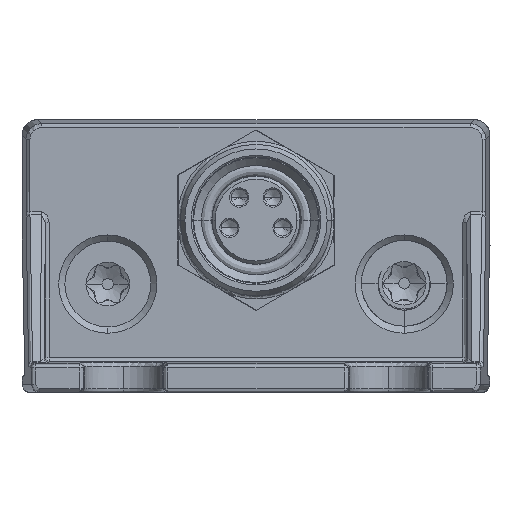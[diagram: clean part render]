
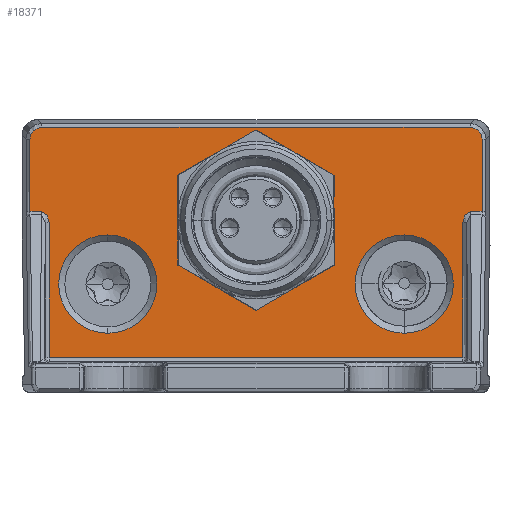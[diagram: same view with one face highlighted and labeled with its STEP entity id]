
A CAD part, front view. The second image highlights one B-rep face of the part: STEP entity #18371.
In plain terms, the highlighted planar face has unit normal (0, -1, 0).
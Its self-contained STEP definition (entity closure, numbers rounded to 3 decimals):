
#10317=AXIS2_PLACEMENT_3D('Circle Axis2P3D',#10315,#10316,$) ;
#10460=AXIS2_PLACEMENT_3D('Circle Axis2P3D',#10458,#10459,$) ;
#10481=AXIS2_PLACEMENT_3D('Circle Axis2P3D',#10479,#10480,$) ;
#10541=AXIS2_PLACEMENT_3D('Circle Axis2P3D',#10539,#10540,$) ;
#18309=AXIS2_PLACEMENT_3D('Circle Axis2P3D',#18307,#18308,$) ;
#18328=AXIS2_PLACEMENT_3D('Circle Axis2P3D',#18326,#18327,$) ;
#18341=AXIS2_PLACEMENT_3D('Plane Axis2P3D',#18338,#18339,#18340) ;
#10027=CARTESIAN_POINT('Vertex',(28.743,20.,16.992)) ;
#10041=CARTESIAN_POINT('Vertex',(1.257,20.,16.992)) ;
#10044=CARTESIAN_POINT('Line Origine',(15.,20.,16.992)) ;
#10048=CARTESIAN_POINT('Vertex',(9.098,20.,16.992)) ;
#10051=CARTESIAN_POINT('Line Origine',(15.,20.,16.992)) ;
#10055=CARTESIAN_POINT('Vertex',(21.07,20.,16.992)) ;
#10058=CARTESIAN_POINT('Line Origine',(15.,20.,16.992)) ;
#10097=CARTESIAN_POINT('Vertex',(0.508,20.,16.243)) ;
#10101=CARTESIAN_POINT('Control Point',(1.257,20.,16.992)) ;
#10102=CARTESIAN_POINT('Control Point',(1.194,20.,16.992)) ;
#10103=CARTESIAN_POINT('Control Point',(1.132,20.,16.986)) ;
#10104=CARTESIAN_POINT('Control Point',(1.068,20.,16.973)) ;
#10105=CARTESIAN_POINT('Control Point',(0.944,20.,16.932)) ;
#10106=CARTESIAN_POINT('Control Point',(0.832,20.,16.865)) ;
#10107=CARTESIAN_POINT('Control Point',(0.781,20.,16.826)) ;
#10108=CARTESIAN_POINT('Control Point',(0.656,20.,16.711)) ;
#10109=CARTESIAN_POINT('Control Point',(0.567,20.,16.564)) ;
#10110=CARTESIAN_POINT('Control Point',(0.528,20.,16.461)) ;
#10111=CARTESIAN_POINT('Control Point',(0.508,20.,16.353)) ;
#10112=CARTESIAN_POINT('Control Point',(0.508,20.,16.243)) ;
#10137=CARTESIAN_POINT('Vertex',(0.508,20.,11.604)) ;
#10140=CARTESIAN_POINT('Line Origine',(0.508,20.,8.75)) ;
#10176=CARTESIAN_POINT('Vertex',(1.251,20.,11.604)) ;
#10179=CARTESIAN_POINT('Line Origine',(15.,20.,11.604)) ;
#10200=CARTESIAN_POINT('Vertex',(1.748,20.,2.248)) ;
#10216=CARTESIAN_POINT('Vertex',(28.252,20.,2.248)) ;
#10219=CARTESIAN_POINT('Line Origine',(15.,20.,2.248)) ;
#10243=CARTESIAN_POINT('Vertex',(29.492,20.,11.604)) ;
#10246=CARTESIAN_POINT('Line Origine',(15.,20.,11.604)) ;
#10250=CARTESIAN_POINT('Vertex',(28.749,20.,11.604)) ;
#10283=CARTESIAN_POINT('Vertex',(29.492,20.,16.243)) ;
#10286=CARTESIAN_POINT('Line Origine',(29.492,20.,8.75)) ;
#10315=CARTESIAN_POINT('Axis2P3D Location',(24.5,20.,6.95)) ;
#10319=CARTESIAN_POINT('Vertex',(24.5,20.,3.8)) ;
#10321=CARTESIAN_POINT('Vertex',(24.5,20.,10.1)) ;
#10458=CARTESIAN_POINT('Axis2P3D Location',(24.5,20.,6.95)) ;
#10479=CARTESIAN_POINT('Axis2P3D Location',(5.5,20.,6.95)) ;
#10483=CARTESIAN_POINT('Vertex',(5.5,20.,3.8)) ;
#10485=CARTESIAN_POINT('Vertex',(5.5,20.,10.1)) ;
#10539=CARTESIAN_POINT('Axis2P3D Location',(5.5,20.,6.95)) ;
#18163=CARTESIAN_POINT('Control Point',(28.252,20.,10.901)) ;
#18164=CARTESIAN_POINT('Control Point',(28.252,20.,11.284)) ;
#18165=CARTESIAN_POINT('Control Point',(28.478,20.,11.604)) ;
#18166=CARTESIAN_POINT('Control Point',(28.749,20.,11.604)) ;
#18167=CARTESIAN_POINT('Vertex',(28.252,20.,10.901)) ;
#18187=CARTESIAN_POINT('Line Origine',(28.252,20.,8.75)) ;
#18208=CARTESIAN_POINT('Vertex',(1.748,20.,10.901)) ;
#18211=CARTESIAN_POINT('Line Origine',(1.748,20.,8.75)) ;
#18237=CARTESIAN_POINT('Control Point',(1.251,20.,11.604)) ;
#18238=CARTESIAN_POINT('Control Point',(1.522,20.,11.604)) ;
#18239=CARTESIAN_POINT('Control Point',(1.748,20.,11.284)) ;
#18240=CARTESIAN_POINT('Control Point',(1.748,20.,10.901)) ;
#18275=CARTESIAN_POINT('Control Point',(29.492,20.,16.243)) ;
#18276=CARTESIAN_POINT('Control Point',(29.492,20.,16.306)) ;
#18277=CARTESIAN_POINT('Control Point',(29.486,20.,16.368)) ;
#18278=CARTESIAN_POINT('Control Point',(29.473,20.,16.432)) ;
#18279=CARTESIAN_POINT('Control Point',(29.432,20.,16.556)) ;
#18280=CARTESIAN_POINT('Control Point',(29.365,20.,16.668)) ;
#18281=CARTESIAN_POINT('Control Point',(29.326,20.,16.719)) ;
#18282=CARTESIAN_POINT('Control Point',(29.211,20.,16.844)) ;
#18283=CARTESIAN_POINT('Control Point',(29.064,20.,16.933)) ;
#18284=CARTESIAN_POINT('Control Point',(28.961,20.,16.972)) ;
#18285=CARTESIAN_POINT('Control Point',(28.853,20.,16.992)) ;
#18286=CARTESIAN_POINT('Control Point',(28.743,20.,16.992)) ;
#18304=CARTESIAN_POINT('Vertex',(18.5,20.,11.05)) ;
#18307=CARTESIAN_POINT('Axis2P3D Location',(15.,20.,11.05)) ;
#18311=CARTESIAN_POINT('Vertex',(11.5,20.,11.05)) ;
#18326=CARTESIAN_POINT('Axis2P3D Location',(15.,20.,11.05)) ;
#18338=CARTESIAN_POINT('Axis2P3D Location',(15.,20.,8.75)) ;
#10045=DIRECTION('Vector Direction',(1.,0.,0.)) ;
#10052=DIRECTION('Vector Direction',(1.,0.,0.)) ;
#10059=DIRECTION('Vector Direction',(1.,0.,0.)) ;
#10141=DIRECTION('Vector Direction',(0.,0.,1.)) ;
#10180=DIRECTION('Vector Direction',(-1.,0.,0.)) ;
#10220=DIRECTION('Vector Direction',(-1.,0.,0.)) ;
#10247=DIRECTION('Vector Direction',(-1.,0.,0.)) ;
#10287=DIRECTION('Vector Direction',(0.,0.,1.)) ;
#10316=DIRECTION('Axis2P3D Direction',(0.,-1.,0.)) ;
#10459=DIRECTION('Axis2P3D Direction',(0.,-1.,0.)) ;
#10480=DIRECTION('Axis2P3D Direction',(0.,-1.,0.)) ;
#10540=DIRECTION('Axis2P3D Direction',(0.,-1.,0.)) ;
#18188=DIRECTION('Vector Direction',(0.,0.,-1.)) ;
#18212=DIRECTION('Vector Direction',(0.,0.,1.)) ;
#18308=DIRECTION('Axis2P3D Direction',(0.,-1.,0.)) ;
#18327=DIRECTION('Axis2P3D Direction',(0.,-1.,0.)) ;
#18339=DIRECTION('Axis2P3D Direction',(0.,-1.,0.)) ;
#18340=DIRECTION('Axis2P3D XDirection',(0.,0.,1.)) ;
#10046=VECTOR('Line Direction',#10045,1.) ;
#10053=VECTOR('Line Direction',#10052,1.) ;
#10060=VECTOR('Line Direction',#10059,1.) ;
#10142=VECTOR('Line Direction',#10141,1.) ;
#10181=VECTOR('Line Direction',#10180,1.) ;
#10221=VECTOR('Line Direction',#10220,1.) ;
#10248=VECTOR('Line Direction',#10247,1.) ;
#10288=VECTOR('Line Direction',#10287,1.) ;
#18189=VECTOR('Line Direction',#18188,1.) ;
#18213=VECTOR('Line Direction',#18212,1.) ;
#18344=ORIENTED_EDGE('',*,*,#10057,.T.) ;
#18345=ORIENTED_EDGE('',*,*,#10050,.T.) ;
#18346=ORIENTED_EDGE('',*,*,#10113,.T.) ;
#18347=ORIENTED_EDGE('',*,*,#10144,.T.) ;
#18348=ORIENTED_EDGE('',*,*,#10183,.T.) ;
#18349=ORIENTED_EDGE('',*,*,#18241,.F.) ;
#18350=ORIENTED_EDGE('',*,*,#18215,.F.) ;
#18351=ORIENTED_EDGE('',*,*,#10223,.T.) ;
#18352=ORIENTED_EDGE('',*,*,#18191,.F.) ;
#18353=ORIENTED_EDGE('',*,*,#18169,.F.) ;
#18354=ORIENTED_EDGE('',*,*,#10252,.T.) ;
#18355=ORIENTED_EDGE('',*,*,#10290,.T.) ;
#18356=ORIENTED_EDGE('',*,*,#18287,.T.) ;
#18357=ORIENTED_EDGE('',*,*,#10062,.T.) ;
#18360=ORIENTED_EDGE('',*,*,#18313,.F.) ;
#18361=ORIENTED_EDGE('',*,*,#18330,.F.) ;
#18364=ORIENTED_EDGE('',*,*,#10323,.T.) ;
#18365=ORIENTED_EDGE('',*,*,#10462,.T.) ;
#18368=ORIENTED_EDGE('',*,*,#10487,.T.) ;
#18369=ORIENTED_EDGE('',*,*,#10543,.T.) ;
#18362=FACE_BOUND('',#18359,.T.) ;
#18366=FACE_BOUND('',#18363,.T.) ;
#18370=FACE_BOUND('',#18367,.T.) ;
#18371=ADVANCED_FACE('Hauptkoerper',(#18358,#18362,#18366,#18370),#18342,.T.) ;
#10100=B_SPLINE_CURVE_WITH_KNOTS('',5,(#10101,#10102,#10103,#10104,#10105,#10106,#10107,#10108,#10109,#10110,#10111,#10112),.UNSPECIFIED.,.F.,.U.,(6,3,3,6),(0.,0.605,1.21,2.269),.UNSPECIFIED.) ;
#18274=B_SPLINE_CURVE_WITH_KNOTS('',5,(#18275,#18276,#18277,#18278,#18279,#18280,#18281,#18282,#18283,#18284,#18285,#18286),.UNSPECIFIED.,.F.,.U.,(6,3,3,6),(0.,0.605,1.21,2.269),.UNSPECIFIED.) ;
#10318=CIRCLE('generated circle',#10317,3.15) ;
#10461=CIRCLE('generated circle',#10460,3.15) ;
#10482=CIRCLE('generated circle',#10481,3.15) ;
#10542=CIRCLE('generated circle',#10541,3.15) ;
#18310=CIRCLE('generated circle',#18309,3.5) ;
#18329=CIRCLE('generated circle',#18328,3.5) ;
#10050=EDGE_CURVE('',#10049,#10042,#10047,.F.) ;
#10057=EDGE_CURVE('',#10056,#10049,#10054,.F.) ;
#10062=EDGE_CURVE('',#10028,#10056,#10061,.F.) ;
#10113=EDGE_CURVE('',#10042,#10098,#10100,.T.) ;
#10144=EDGE_CURVE('',#10098,#10138,#10143,.F.) ;
#10183=EDGE_CURVE('',#10138,#10177,#10182,.F.) ;
#10223=EDGE_CURVE('',#10201,#10217,#10222,.F.) ;
#10252=EDGE_CURVE('',#10251,#10244,#10249,.F.) ;
#10290=EDGE_CURVE('',#10244,#10284,#10289,.T.) ;
#10323=EDGE_CURVE('',#10320,#10322,#10318,.F.) ;
#10462=EDGE_CURVE('',#10322,#10320,#10461,.F.) ;
#10487=EDGE_CURVE('',#10484,#10486,#10482,.F.) ;
#10543=EDGE_CURVE('',#10486,#10484,#10542,.F.) ;
#18169=EDGE_CURVE('',#10251,#18168,#18162,.F.) ;
#18191=EDGE_CURVE('',#18168,#10217,#18190,.T.) ;
#18215=EDGE_CURVE('',#10201,#18209,#18214,.T.) ;
#18241=EDGE_CURVE('',#18209,#10177,#18236,.F.) ;
#18287=EDGE_CURVE('',#10284,#10028,#18274,.T.) ;
#18313=EDGE_CURVE('',#18305,#18312,#18310,.T.) ;
#18330=EDGE_CURVE('',#18312,#18305,#18329,.T.) ;
#18343=EDGE_LOOP('',(#18344,#18345,#18346,#18347,#18348,#18349,#18350,#18351,#18352,#18353,#18354,#18355,#18356,#18357)) ;
#18359=EDGE_LOOP('',(#18360,#18361)) ;
#18363=EDGE_LOOP('',(#18364,#18365)) ;
#18367=EDGE_LOOP('',(#18368,#18369)) ;
#18358=FACE_OUTER_BOUND('',#18343,.T.) ;
#10047=LINE('Line',#10044,#10046) ;
#10054=LINE('Line',#10051,#10053) ;
#10061=LINE('Line',#10058,#10060) ;
#10143=LINE('Line',#10140,#10142) ;
#10182=LINE('Line',#10179,#10181) ;
#10222=LINE('Line',#10219,#10221) ;
#10249=LINE('Line',#10246,#10248) ;
#10289=LINE('Line',#10286,#10288) ;
#18190=LINE('Line',#18187,#18189) ;
#18214=LINE('Line',#18211,#18213) ;
#18342=PLANE('',#18341) ;
#10028=VERTEX_POINT('',#10027) ;
#10042=VERTEX_POINT('',#10041) ;
#10049=VERTEX_POINT('',#10048) ;
#10056=VERTEX_POINT('',#10055) ;
#10098=VERTEX_POINT('',#10097) ;
#10138=VERTEX_POINT('',#10137) ;
#10177=VERTEX_POINT('',#10176) ;
#10201=VERTEX_POINT('',#10200) ;
#10217=VERTEX_POINT('',#10216) ;
#10244=VERTEX_POINT('',#10243) ;
#10251=VERTEX_POINT('',#10250) ;
#10284=VERTEX_POINT('',#10283) ;
#10320=VERTEX_POINT('',#10319) ;
#10322=VERTEX_POINT('',#10321) ;
#10484=VERTEX_POINT('',#10483) ;
#10486=VERTEX_POINT('',#10485) ;
#18168=VERTEX_POINT('',#18167) ;
#18209=VERTEX_POINT('',#18208) ;
#18305=VERTEX_POINT('',#18304) ;
#18312=VERTEX_POINT('',#18311) ;
#18162=(BOUNDED_CURVE()B_SPLINE_CURVE(3,(#18163,#18164,#18165,#18166),.UNSPECIFIED.,.F.,.U.)B_SPLINE_CURVE_WITH_KNOTS((4,4),(-0.001,0.865),.UNSPECIFIED.)CURVE()GEOMETRIC_REPRESENTATION_ITEM()RATIONAL_B_SPLINE_CURVE((1.,1.,1.,1.))REPRESENTATION_ITEM('')) ;
#18236=(BOUNDED_CURVE()B_SPLINE_CURVE(3,(#18237,#18238,#18239,#18240),.UNSPECIFIED.,.F.,.U.)B_SPLINE_CURVE_WITH_KNOTS((4,4),(-0.001,0.865),.UNSPECIFIED.)CURVE()GEOMETRIC_REPRESENTATION_ITEM()RATIONAL_B_SPLINE_CURVE((1.,1.,1.,1.))REPRESENTATION_ITEM('')) ;
